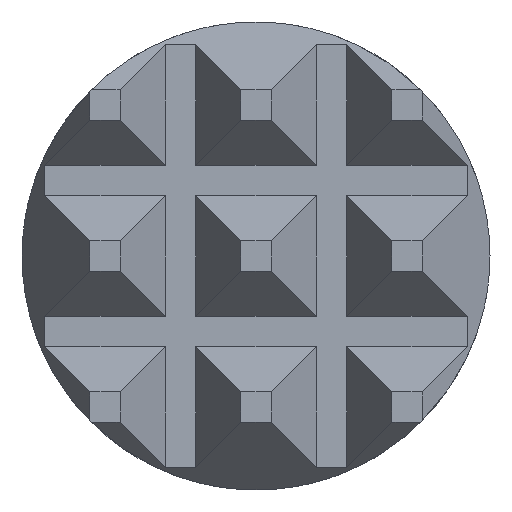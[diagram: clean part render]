
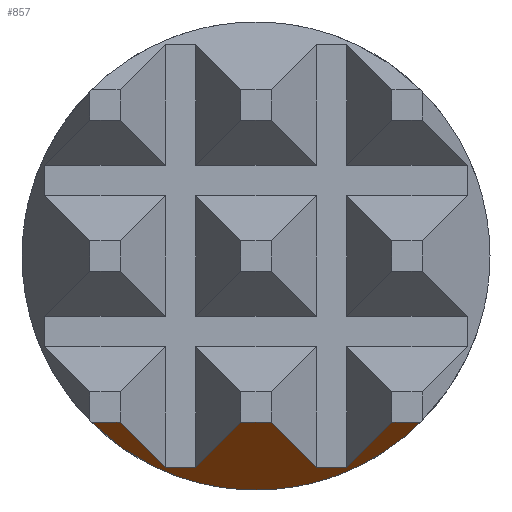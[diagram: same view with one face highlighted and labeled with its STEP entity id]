
A CAD part, left-side view. The second image highlights one B-rep face of the part: STEP entity #857.
In plain terms, the highlighted planar face has unit normal (-0.5, 0, -0.866).
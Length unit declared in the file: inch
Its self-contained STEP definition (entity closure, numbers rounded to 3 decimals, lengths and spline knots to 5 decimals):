
#44 = EDGE_LOOP ( 'NONE', ( #1452, #1461, #1460, #1566, #1459, #1362, #1277, #1563, #1437, #1473 ) ) ;
#56 = VERTEX_POINT ( 'NONE', #63 ) ;
#61 = CARTESIAN_POINT ( 'NONE',  ( -0.48, 0.01335, -0.01632 ) ) ;
#63 = CARTESIAN_POINT ( 'NONE',  ( -0.48, 0.00148, -0.01632 ) ) ;
#74 = CARTESIAN_POINT ( 'NONE',  ( -0.48, -0.01335, -0.01632 ) ) ;
#77 = VERTEX_POINT ( 'NONE', #295 ) ;
#104 = VERTEX_POINT ( 'NONE', #61 ) ;
#146 = VERTEX_POINT ( 'NONE', #74 ) ;
#257 = VERTEX_POINT ( 'NONE', #621 ) ;
#265 = VERTEX_POINT ( 'NONE', #648 ) ;
#295 = CARTESIAN_POINT ( 'NONE',  ( -0.47229, -0.00594, -0.02077 ) ) ;
#306 = VERTEX_POINT ( 'NONE', #678 ) ;
#311 = VERTEX_POINT ( 'NONE', #681 ) ;
#317 = VERTEX_POINT ( 'NONE', #659 ) ;
#327 = VERTEX_POINT ( 'NONE', #628 ) ;
#375 = VECTOR ( 'NONE', #1192, 39.37008 ) ;
#389 = AXIS2_PLACEMENT_3D ( 'NONE', #998, #956, #1199 ) ;
#400 = VECTOR ( 'NONE', #1079, 39.37008 ) ;
#408 = VECTOR ( 'NONE', #1220, 39.37008 ) ;
#427 = VECTOR ( 'NONE', #1634, 39.37008 ) ;
#478 = VECTOR ( 'NONE', #1034, 39.37008 ) ;
#490 = VECTOR ( 'NONE', #1229, 39.37008 ) ;
#493 = VECTOR ( 'NONE', #1654, 39.37008 ) ;
#621 = CARTESIAN_POINT ( 'NONE',  ( -0.47229, -0.0089, -0.02077 ) ) ;
#628 = CARTESIAN_POINT ( 'NONE',  ( -0.48, 0.0162, -0.01632 ) ) ;
#648 = CARTESIAN_POINT ( 'NONE',  ( -0.48, -0.00148, -0.01632 ) ) ;
#659 = CARTESIAN_POINT ( 'NONE',  ( -0.47229, 0.00594, -0.02077 ) ) ;
#678 = CARTESIAN_POINT ( 'NONE',  ( -0.47229, 0.0089, -0.02077 ) ) ;
#681 = CARTESIAN_POINT ( 'NONE',  ( -0.48, -0.0162, -0.01632 ) ) ;
#737 = EDGE_CURVE ( 'NONE', #327, #104, #1085, .T. ) ;
#741 = EDGE_CURVE ( 'NONE', #257, #146, #1208, .T. ) ;
#775 = EDGE_CURVE ( 'NONE', #327, #311, #849, .T. ) ;
#779 = LINE ( 'NONE', #840, #927 ) ;
#796 = DIRECTION ( 'NONE',  ( 0., -1., 0. ) ) ;
#809 = CARTESIAN_POINT ( 'NONE',  ( -0.48, 0.023, -0.01632 ) ) ;
#839 = DIRECTION ( 'NONE',  ( 0., -1., 0. ) ) ;
#840 = CARTESIAN_POINT ( 'NONE',  ( -0.48, 0.023, -0.01632 ) ) ;
#841 = LINE ( 'NONE', #809, #923 ) ;
#849 =( BOUNDED_CURVE ( )  B_SPLINE_CURVE ( 3, ( #1130, #993, #1172, #1206 ),
 .UNSPECIFIED., .F., .T. ) 
 B_SPLINE_CURVE_WITH_KNOTS ( ( 4, 4 ),
 ( 5.50143, 7.06494 ),
 .UNSPECIFIED. ) 
 CURVE ( )  GEOMETRIC_REPRESENTATION_ITEM ( )  RATIONAL_B_SPLINE_CURVE ( ( 1., 0.806, 0.806, 1. ) ) 
 REPRESENTATION_ITEM ( '' )  );
#857 = ADVANCED_FACE ( 'NONE', ( #1137 ), #1118, .F. ) ;
#881 = EDGE_CURVE ( 'NONE', #265, #77, #1031, .T. ) ;
#884 = EDGE_CURVE ( 'NONE', #317, #56, #1200, .T. ) ;
#887 = EDGE_CURVE ( 'NONE', #104, #306, #1219, .T. ) ;
#905 = EDGE_CURVE ( 'NONE', #306, #317, #1643, .T. ) ;
#907 = EDGE_CURVE ( 'NONE', #77, #257, #1666, .T. ) ;
#923 = VECTOR ( 'NONE', #796, 39.37008 ) ;
#927 = VECTOR ( 'NONE', #839, 39.37008 ) ;
#956 = DIRECTION ( 'NONE',  ( 0.5, 0., 0.866 ) ) ;
#993 = CARTESIAN_POINT ( 'NONE',  ( -0.46365, 0.0067, -0.02576 ) ) ;
#998 = CARTESIAN_POINT ( 'NONE',  ( -0.48, 0.023, -0.01632 ) ) ;
#1012 = CARTESIAN_POINT ( 'NONE',  ( -0.47152, -0.00846, -0.02122 ) ) ;
#1030 = CARTESIAN_POINT ( 'NONE',  ( -0.47769, -0.00282, -0.01766 ) ) ;
#1031 = LINE ( 'NONE', #1030, #478 ) ;
#1034 = DIRECTION ( 'NONE',  ( 0.775, -0.447, -0.447 ) ) ;
#1079 = DIRECTION ( 'NONE',  ( -0.775, -0.447, 0.447 ) ) ;
#1085 = LINE ( 'NONE', #1145, #375 ) ;
#1118 = PLANE ( 'NONE',  #389 ) ;
#1130 = CARTESIAN_POINT ( 'NONE',  ( -0.48, 0.0162, -0.01632 ) ) ;
#1137 = FACE_OUTER_BOUND ( 'NONE', #44, .T. ) ;
#1145 = CARTESIAN_POINT ( 'NONE',  ( -0.48, 0.023, -0.01632 ) ) ;
#1172 = CARTESIAN_POINT ( 'NONE',  ( -0.46365, -0.0067, -0.02576 ) ) ;
#1192 = DIRECTION ( 'NONE',  ( 0., -1., 0. ) ) ;
#1199 = DIRECTION ( 'NONE',  ( 0.866, 0., -0.5 ) ) ;
#1200 = LINE ( 'NONE', #1230, #490 ) ;
#1206 = CARTESIAN_POINT ( 'NONE',  ( -0.48, -0.0162, -0.01632 ) ) ;
#1208 = LINE ( 'NONE', #1012, #400 ) ;
#1219 = LINE ( 'NONE', #1221, #408 ) ;
#1220 = DIRECTION ( 'NONE',  ( 0.775, -0.447, -0.447 ) ) ;
#1221 = CARTESIAN_POINT ( 'NONE',  ( -0.47769, 0.01202, -0.01766 ) ) ;
#1229 = DIRECTION ( 'NONE',  ( -0.775, -0.447, 0.447 ) ) ;
#1230 = CARTESIAN_POINT ( 'NONE',  ( -0.47152, 0.00638, -0.02122 ) ) ;
#1277 = ORIENTED_EDGE ( 'NONE', *, *, #884, .F. ) ;
#1362 = ORIENTED_EDGE ( 'NONE', *, *, #1729, .F. ) ;
#1437 = ORIENTED_EDGE ( 'NONE', *, *, #887, .F. ) ;
#1452 = ORIENTED_EDGE ( 'NONE', *, *, #775, .T. ) ;
#1459 = ORIENTED_EDGE ( 'NONE', *, *, #881, .F. ) ;
#1460 = ORIENTED_EDGE ( 'NONE', *, *, #741, .F. ) ;
#1461 = ORIENTED_EDGE ( 'NONE', *, *, #1733, .F. ) ;
#1473 = ORIENTED_EDGE ( 'NONE', *, *, #737, .F. ) ;
#1563 = ORIENTED_EDGE ( 'NONE', *, *, #905, .F. ) ;
#1566 = ORIENTED_EDGE ( 'NONE', *, *, #907, .F. ) ;
#1608 = CARTESIAN_POINT ( 'NONE',  ( -0.47229, 0.0089, -0.02077 ) ) ;
#1634 = DIRECTION ( 'NONE',  ( 0., -1., 0. ) ) ;
#1643 = LINE ( 'NONE', #1608, #427 ) ;
#1654 = DIRECTION ( 'NONE',  ( 0., -1., 0. ) ) ;
#1655 = CARTESIAN_POINT ( 'NONE',  ( -0.47229, -0.00594, -0.02077 ) ) ;
#1666 = LINE ( 'NONE', #1655, #493 ) ;
#1729 = EDGE_CURVE ( 'NONE', #56, #265, #779, .T. ) ;
#1733 = EDGE_CURVE ( 'NONE', #146, #311, #841, .T. ) ;
